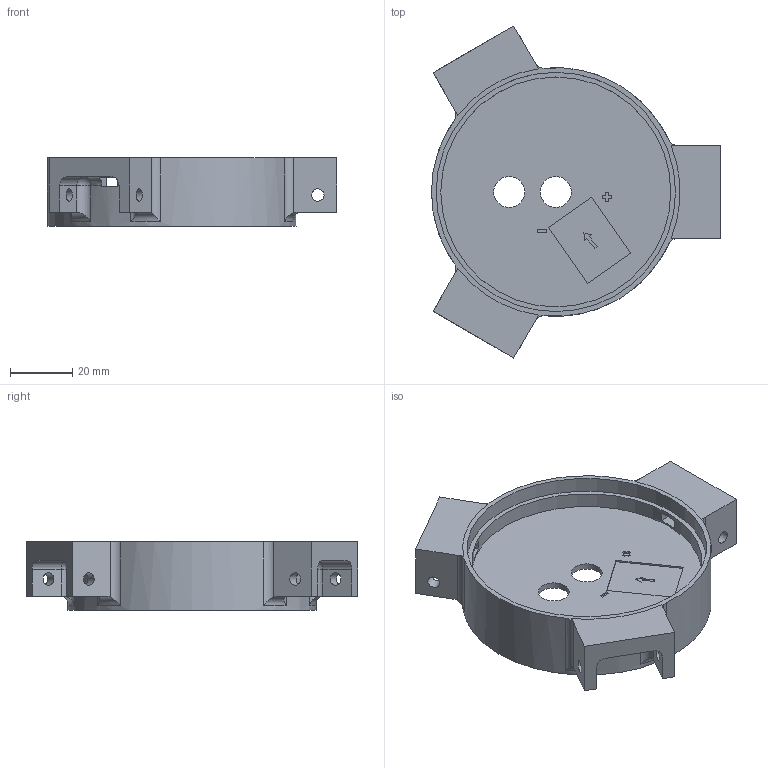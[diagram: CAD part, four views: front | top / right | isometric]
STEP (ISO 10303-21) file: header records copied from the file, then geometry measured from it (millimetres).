
FILE_DESCRIPTION(/* description */ (''),/* implementation_level */ '2;1');
FILE_NAME(/* name */ 'solar connection v13.step',/* time_stamp */ '2022-03-12T16:39:18-05:00',/* author */ (''),/* organization */ (''),/* preprocessor_version */ 'ST-DEVELOPER v18.1',/* originating_system */ 'Autodesk Translation Framework v10.13.0.1454',/* authorisation */ '');
FILE_SCHEMA (('AUTOMOTIVE_DESIGN { 1 0 10303 214 3 1 1 }'));
Length unit declared in the file: millimetre
Products named in the file (1): (Unsaved)
Bounding box: 93 x 106.8 x 22 mm (x, y, z)
Volume: 47931.9 mm3; surface area: 24719 mm2
Topology: 1 solids, 1 shells, 120 faces, 327 edges, 212 vertices
Faces by surface type: plane 75, cylinder 30, torus 9, sphere 6
Full cylindrical faces by diameter (mm): 4 x6, 10 x2, 61 x1, 74 x1, 77.007 x1, 80 x1
Entity records: 4009 total; most frequent: CARTESIAN_POINT 852, ORIENTED_EDGE 654, DIRECTION 646, EDGE_CURVE 327, AXIS2_PLACEMENT_3D 222, VERTEX_POINT 212, LINE 202, VECTOR 202
